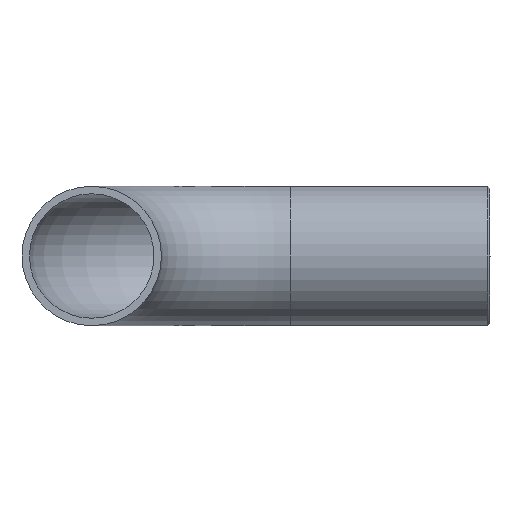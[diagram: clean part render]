
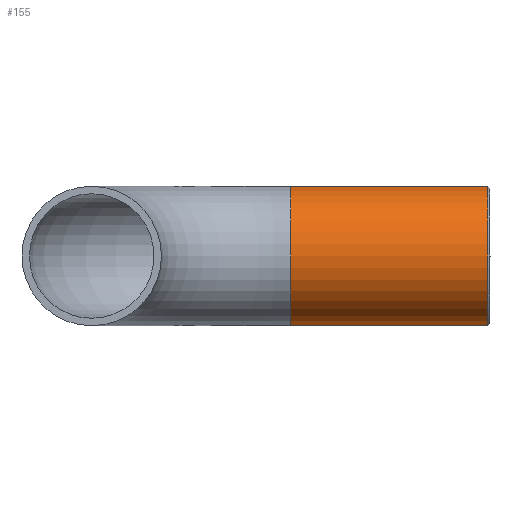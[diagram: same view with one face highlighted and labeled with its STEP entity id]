
A CAD part, front view. The second image highlights one B-rep face of the part: STEP entity #155.
In plain terms, the highlighted cylindrical face has radius 14 mm (diameter 28 mm), a full revolution.
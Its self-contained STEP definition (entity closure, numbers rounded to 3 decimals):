
#24=CYLINDRICAL_SURFACE($,#182,14.);
#34=FACE_BOUND($,#69,.T.);
#48=FACE_OUTER_BOUND($,#68,.T.);
#68=EDGE_LOOP($,(#133));
#69=EDGE_LOOP($,(#134));
#80=CIRCLE($,#167,14.);
#89=CIRCLE($,#183,14.);
#93=VERTEX_POINT($,#256);
#102=VERTEX_POINT($,#281);
#106=EDGE_CURVE($,#93,#93,#80,.T.);
#115=EDGE_CURVE($,#102,#102,#89,.T.);
#133=ORIENTED_EDGE($,*,*,#106,.T.);
#134=ORIENTED_EDGE($,*,*,#115,.F.);
#155=ADVANCED_FACE($,(#48,#34),#24,.T.);
#167=AXIS2_PLACEMENT_3D($,#257,#201,#202);
#182=AXIS2_PLACEMENT_3D($,#280,#231,#232);
#183=AXIS2_PLACEMENT_3D($,#282,#233,#234);
#201=DIRECTION('center_axis',(-1.,0.,0.));
#202=DIRECTION('ref_axis',(0.,-1.,0.));
#231=DIRECTION('center_axis',(1.,0.,0.));
#232=DIRECTION('ref_axis',(0.,-1.,0.));
#233=DIRECTION('center_axis',(-1.,0.,0.));
#234=DIRECTION('ref_axis',(0.,-1.,0.));
#256=CARTESIAN_POINT('',(79.57,134.,0.));
#257=CARTESIAN_POINT('Origin',(79.57,120.,0.));
#280=CARTESIAN_POINT('Origin',(40.,120.,0.));
#281=CARTESIAN_POINT('',(40.,134.,0.));
#282=CARTESIAN_POINT('Origin',(40.,120.,0.));
